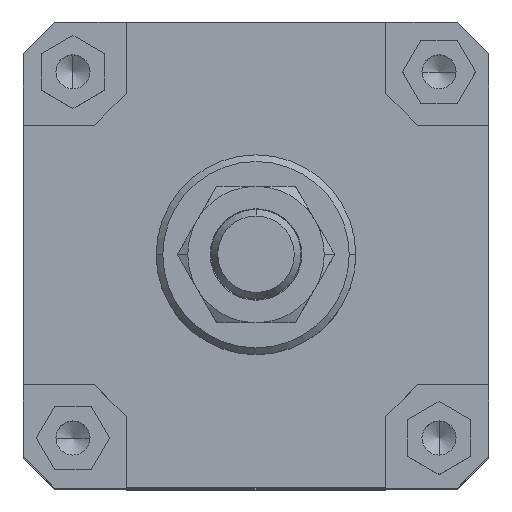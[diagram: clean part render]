
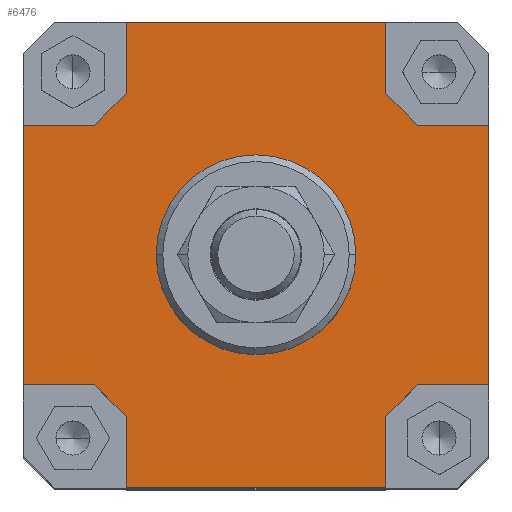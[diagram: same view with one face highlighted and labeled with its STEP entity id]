
A CAD part, top view. The second image highlights one B-rep face of the part: STEP entity #6476.
In plain terms, the highlighted planar face has unit normal (0, 0, 1).
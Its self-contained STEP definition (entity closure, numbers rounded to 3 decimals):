
#2320=CARTESIAN_POINT('',(-30.0,0.,180.0));
#2321=VERTEX_POINT('',#2320);
#2330=CARTESIAN_POINT('',(30.0,0.,180.0));
#2331=VERTEX_POINT('',#2330);
#2332=CARTESIAN_POINT('',(0.0,0.0,180.0));
#2333=DIRECTION('',(0.0,0.0,-1.0));
#2334=DIRECTION('',(-1.0,0.0,0.0));
#2335=AXIS2_PLACEMENT_3D('',#2332,#2333,#2334);
#2336=CIRCLE('',#2335,30.0);
#2337=EDGE_CURVE('',#2331,#2321,#2336,.T.);
#2557=CARTESIAN_POINT('',(0.0,0.0,180.0));
#2558=DIRECTION('',(0.0,0.0,-1.0));
#2559=DIRECTION('',(-1.0,0.0,0.0));
#2560=AXIS2_PLACEMENT_3D('',#2557,#2558,#2559);
#2561=CIRCLE('',#2560,30.0);
#2562=EDGE_CURVE('',#2321,#2331,#2561,.T.);
#2641=CARTESIAN_POINT('',(-39.,70.,180.0));
#2642=VERTEX_POINT('',#2641);
#2649=CARTESIAN_POINT('',(39.,70.,180.0));
#2650=VERTEX_POINT('',#2649);
#2651=CARTESIAN_POINT('',(-39.,70.,180.0));
#2652=DIRECTION('',(1.0,0.0,0.0));
#2653=VECTOR('',#2652,78.);
#2654=LINE('',#2651,#2653);
#2655=EDGE_CURVE('',#2642,#2650,#2654,.T.);
#3100=CARTESIAN_POINT('',(70.,39.,180.0));
#3101=VERTEX_POINT('',#3100);
#3108=CARTESIAN_POINT('',(70.,-39.0,180.0));
#3109=VERTEX_POINT('',#3108);
#3110=CARTESIAN_POINT('',(70.,39.,180.0));
#3111=DIRECTION('',(0.0,-1.0,0.0));
#3112=VECTOR('',#3111,78.);
#3113=LINE('',#3110,#3112);
#3114=EDGE_CURVE('',#3101,#3109,#3113,.T.);
#3181=CARTESIAN_POINT('',(-39.,-48.5,180.0));
#3182=VERTEX_POINT('',#3181);
#3189=CARTESIAN_POINT('',(-48.5,-39.,180.0));
#3190=VERTEX_POINT('',#3189);
#3191=CARTESIAN_POINT('',(-39.,-48.5,180.0));
#3192=DIRECTION('',(-0.707,0.707,0.0));
#3193=VECTOR('',#3192,13.435);
#3194=LINE('',#3191,#3193);
#3195=EDGE_CURVE('',#3182,#3190,#3194,.T.);
#3309=CARTESIAN_POINT('',(-70.,-39.,180.0));
#3310=VERTEX_POINT('',#3309);
#3311=CARTESIAN_POINT('',(-70.,-39.,180.0));
#3312=DIRECTION('',(1.0,0.0,0.0));
#3313=VECTOR('',#3312,21.5);
#3314=LINE('',#3311,#3313);
#3315=EDGE_CURVE('',#3310,#3190,#3314,.T.);
#3342=CARTESIAN_POINT('',(48.5,-39.,180.0));
#3343=VERTEX_POINT('',#3342);
#3350=CARTESIAN_POINT('',(39.,-48.5,180.0));
#3351=VERTEX_POINT('',#3350);
#3352=CARTESIAN_POINT('',(48.5,-39.,180.0));
#3353=DIRECTION('',(-0.707,-0.707,0.0));
#3354=VECTOR('',#3353,13.435);
#3355=LINE('',#3352,#3354);
#3356=EDGE_CURVE('',#3343,#3351,#3355,.T.);
#3454=CARTESIAN_POINT('',(39.,-70.,180.0));
#3455=VERTEX_POINT('',#3454);
#3456=CARTESIAN_POINT('',(39.,-70.,180.0));
#3457=DIRECTION('',(0.0,1.0,0.0));
#3458=VECTOR('',#3457,21.5);
#3459=LINE('',#3456,#3458);
#3460=EDGE_CURVE('',#3455,#3351,#3459,.T.);
#3487=CARTESIAN_POINT('',(39.,48.5,180.0));
#3488=VERTEX_POINT('',#3487);
#3495=CARTESIAN_POINT('',(48.5,39.,180.0));
#3496=VERTEX_POINT('',#3495);
#3497=CARTESIAN_POINT('',(39.,48.5,180.0));
#3498=DIRECTION('',(0.707,-0.707,0.0));
#3499=VECTOR('',#3498,13.435);
#3500=LINE('',#3497,#3499);
#3501=EDGE_CURVE('',#3488,#3496,#3500,.T.);
#3592=CARTESIAN_POINT('',(70.,39.,180.0));
#3593=DIRECTION('',(-1.0,0.0,0.0));
#3594=VECTOR('',#3593,21.5);
#3595=LINE('',#3592,#3594);
#3596=EDGE_CURVE('',#3101,#3496,#3595,.T.);
#3609=CARTESIAN_POINT('',(-48.5,39.,180.0));
#3610=VERTEX_POINT('',#3609);
#3617=CARTESIAN_POINT('',(-39.,48.5,180.0));
#3618=VERTEX_POINT('',#3617);
#3619=CARTESIAN_POINT('',(-48.5,39.,180.0));
#3620=DIRECTION('',(0.707,0.707,0.0));
#3621=VECTOR('',#3620,13.435);
#3622=LINE('',#3619,#3621);
#3623=EDGE_CURVE('',#3610,#3618,#3622,.T.);
#3640=CARTESIAN_POINT('',(-39.,70.,180.0));
#3641=DIRECTION('',(0.0,-1.0,0.0));
#3642=VECTOR('',#3641,21.5);
#3643=LINE('',#3640,#3642);
#3644=EDGE_CURVE('',#2642,#3618,#3643,.T.);
#4674=CARTESIAN_POINT('',(-70.,39.0,180.0));
#4675=VERTEX_POINT('',#4674);
#4676=CARTESIAN_POINT('',(-70.,-39.,180.0));
#4677=DIRECTION('',(0.0,1.0,0.0));
#4678=VECTOR('',#4677,78.0);
#4679=LINE('',#4676,#4678);
#4680=EDGE_CURVE('',#3310,#4675,#4679,.T.);
#6070=CARTESIAN_POINT('',(-48.5,39.,180.0));
#6071=DIRECTION('',(-1.0,0.0,0.0));
#6072=VECTOR('',#6071,21.5);
#6073=LINE('',#6070,#6072);
#6074=EDGE_CURVE('',#3610,#4675,#6073,.T.);
#6231=CARTESIAN_POINT('',(39.,48.5,180.0));
#6232=DIRECTION('',(0.0,1.0,0.0));
#6233=VECTOR('',#6232,21.5);
#6234=LINE('',#6231,#6233);
#6235=EDGE_CURVE('',#3488,#2650,#6234,.T.);
#6392=CARTESIAN_POINT('',(48.5,-39.,180.0));
#6393=DIRECTION('',(1.0,0.0,0.0));
#6394=VECTOR('',#6393,21.5);
#6395=LINE('',#6392,#6394);
#6396=EDGE_CURVE('',#3343,#3109,#6395,.T.);
#6437=CARTESIAN_POINT('',(0.,0.,180.0));
#6438=DIRECTION('',(0.0,0.0,1.0));
#6439=DIRECTION('',(1.0,0.0,0.0));
#6440=AXIS2_PLACEMENT_3D('',#6437,#6438,#6439);
#6441=PLANE('',#6440);
#6442=ORIENTED_EDGE('',*,*,#3644,.T.);
#6443=ORIENTED_EDGE('',*,*,#3623,.F.);
#6444=ORIENTED_EDGE('',*,*,#6074,.T.);
#6445=ORIENTED_EDGE('',*,*,#4680,.F.);
#6446=ORIENTED_EDGE('',*,*,#3315,.T.);
#6447=ORIENTED_EDGE('',*,*,#3195,.F.);
#6448=CARTESIAN_POINT('',(-39.,-70.,180.0));
#6449=VERTEX_POINT('',#6448);
#6450=CARTESIAN_POINT('',(-39.,-48.5,180.0));
#6451=DIRECTION('',(0.0,-1.0,0.0));
#6452=VECTOR('',#6451,21.5);
#6453=LINE('',#6450,#6452);
#6454=EDGE_CURVE('',#3182,#6449,#6453,.T.);
#6455=ORIENTED_EDGE('',*,*,#6454,.T.);
#6456=CARTESIAN_POINT('',(39.,-70.,180.0));
#6457=DIRECTION('',(-1.0,0.0,0.0));
#6458=VECTOR('',#6457,78.);
#6459=LINE('',#6456,#6458);
#6460=EDGE_CURVE('',#3455,#6449,#6459,.T.);
#6461=ORIENTED_EDGE('',*,*,#6460,.F.);
#6462=ORIENTED_EDGE('',*,*,#3460,.T.);
#6463=ORIENTED_EDGE('',*,*,#3356,.F.);
#6464=ORIENTED_EDGE('',*,*,#6396,.T.);
#6465=ORIENTED_EDGE('',*,*,#3114,.F.);
#6466=ORIENTED_EDGE('',*,*,#3596,.T.);
#6467=ORIENTED_EDGE('',*,*,#3501,.F.);
#6468=ORIENTED_EDGE('',*,*,#6235,.T.);
#6469=ORIENTED_EDGE('',*,*,#2655,.F.);
#6470=EDGE_LOOP('',(#6442,#6443,#6444,#6445,#6446,#6447,#6455,#6461,#6462,#6463,#6464,#6465,#6466,#6467,#6468,#6469));
#6471=FACE_OUTER_BOUND('',#6470,.T.);
#6472=ORIENTED_EDGE('',*,*,#2337,.T.);
#6473=ORIENTED_EDGE('',*,*,#2562,.T.);
#6474=EDGE_LOOP('',(#6472,#6473));
#6475=FACE_BOUND('',#6474,.T.);
#6476=ADVANCED_FACE('',(#6471,#6475),#6441,.T.);
